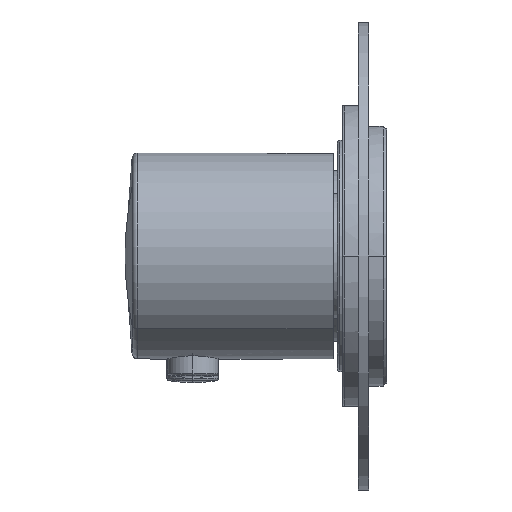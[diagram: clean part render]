
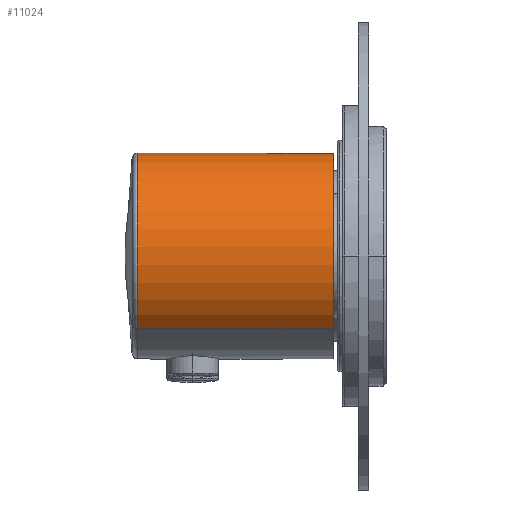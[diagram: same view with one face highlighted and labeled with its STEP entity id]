
A CAD part, left-side view. The second image highlights one B-rep face of the part: STEP entity #11024.
In plain terms, the highlighted cylindrical face has radius 19.85 mm (diameter 39.7 mm), a partial arc.
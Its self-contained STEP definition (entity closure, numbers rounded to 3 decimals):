
#10837=CARTESIAN_POINT('Vertex',(-134.036,6.8,14.036)) ;
#10839=CARTESIAN_POINT('Vertex',(-105.964,6.8,-14.036)) ;
#10842=CARTESIAN_POINT('Axis2P3D Location',(-120.,6.8,0.)) ;
#10912=CARTESIAN_POINT('Axis2P3D Location',(-120.,6.8,0.)) ;
#10917=CARTESIAN_POINT('Line Origine',(-134.036,6.8,14.036)) ;
#10921=CARTESIAN_POINT('Vertex',(-134.036,44.478,14.036)) ;
#10924=CARTESIAN_POINT('Line Origine',(-105.964,6.8,-14.036)) ;
#10928=CARTESIAN_POINT('Vertex',(-105.964,44.478,-14.036)) ;
#11006=CARTESIAN_POINT('Control Point',(-134.047,44.478,14.025)) ;
#11007=CARTESIAN_POINT('Control Point',(-134.042,44.478,14.031)) ;
#11008=CARTESIAN_POINT('Control Point',(-134.036,44.478,14.036)) ;
#11009=CARTESIAN_POINT('Vertex',(-134.047,44.478,14.025)) ;
#11012=CARTESIAN_POINT('Axis2P3D Location',(-120.,44.478,0.)) ;
#10919=VECTOR('Line Direction',#10918,1.) ;
#10926=VECTOR('Line Direction',#10925,1.) ;
#10843=DIRECTION('Axis2P3D Direction',(0.,1.,0.)) ;
#10913=DIRECTION('Axis2P3D Direction',(0.,1.,0.)) ;
#10914=DIRECTION('Axis2P3D XDirection',(0.707,0.,-0.707)) ;
#10918=DIRECTION('Vector Direction',(0.,1.,0.)) ;
#10925=DIRECTION('Vector Direction',(0.,1.,0.)) ;
#11013=DIRECTION('Axis2P3D Direction',(0.,1.,0.)) ;
#10844=AXIS2_PLACEMENT_3D('Circle Axis2P3D',#10842,#10843,$) ;
#10915=AXIS2_PLACEMENT_3D('Cylinder Axis2P3D',#10912,#10913,#10914) ;
#11014=AXIS2_PLACEMENT_3D('Circle Axis2P3D',#11012,#11013,$) ;
#10920=LINE('Line',#10917,#10919) ;
#10927=LINE('Line',#10924,#10926) ;
#10845=CIRCLE('generated circle',#10844,19.85) ;
#11015=CIRCLE('generated circle',#11014,19.85) ;
#10916=CYLINDRICAL_SURFACE('generated cylinder',#10915,19.85) ;
#10846=EDGE_CURVE('',#10840,#10838,#10845,.T.) ;
#10923=EDGE_CURVE('',#10838,#10922,#10920,.T.) ;
#10930=EDGE_CURVE('',#10840,#10929,#10927,.T.) ;
#11011=EDGE_CURVE('',#11010,#10922,#11005,.T.) ;
#11016=EDGE_CURVE('',#10929,#11010,#11015,.T.) ;
#11018=ORIENTED_EDGE('',*,*,#10930,.F.) ;
#11019=ORIENTED_EDGE('',*,*,#10846,.T.) ;
#11020=ORIENTED_EDGE('',*,*,#10923,.T.) ;
#11021=ORIENTED_EDGE('',*,*,#11011,.F.) ;
#11022=ORIENTED_EDGE('',*,*,#11016,.F.) ;
#11017=EDGE_LOOP('',(#11018,#11019,#11020,#11021,#11022)) ;
#10838=VERTEX_POINT('',#10837) ;
#10840=VERTEX_POINT('',#10839) ;
#10922=VERTEX_POINT('',#10921) ;
#10929=VERTEX_POINT('',#10928) ;
#11010=VERTEX_POINT('',#11009) ;
#11024=ADVANCED_FACE('PartBody.2',(#11023),#10916,.T.) ;
#11005=B_SPLINE_CURVE_WITH_KNOTS('',2,(#11006,#11007,#11008),.UNSPECIFIED.,.F.,.U.,(3,3),(-0.008,0.008),.UNSPECIFIED.) ;
#11023=FACE_OUTER_BOUND('',#11017,.T.) ;
